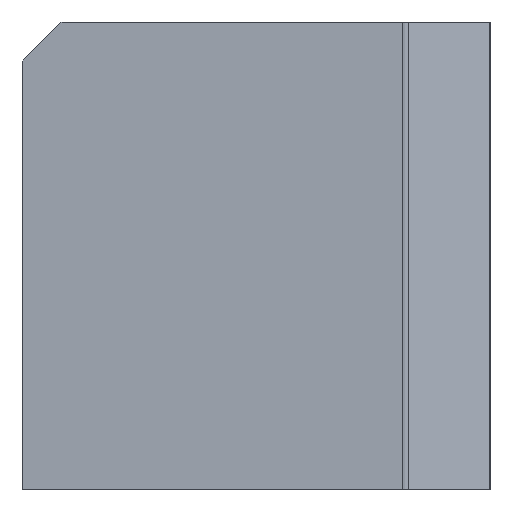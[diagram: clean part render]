
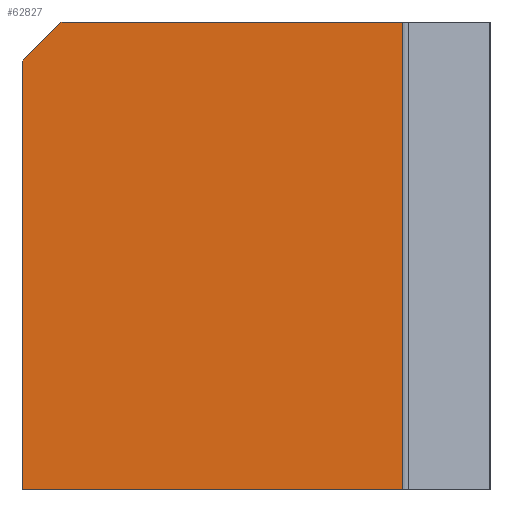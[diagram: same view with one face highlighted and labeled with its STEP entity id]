
A CAD part, left-side view. The second image highlights one B-rep face of the part: STEP entity #62827.
In plain terms, the highlighted planar face has unit normal (-1, 0, 0).
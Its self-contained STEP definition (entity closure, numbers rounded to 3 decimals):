
#32=CARTESIAN_POINT('',(-0.,0.,-2.));
#33=VERTEX_POINT('',#32);
#34=CARTESIAN_POINT('',(-0.,-2.,0.));
#35=VERTEX_POINT('',#34);
#36=CARTESIAN_POINT('',(-0.,0.,-2.));
#37=DIRECTION('',(0.,-0.707,0.707));
#38=VECTOR('',#37,2.828);
#39=LINE('',#36,#38);
#40=EDGE_CURVE('',#33,#35,#39,.T.);
#81=CARTESIAN_POINT('',(-0.,0.,-24.));
#82=VERTEX_POINT('',#81);
#89=CARTESIAN_POINT('',(-0.,0.,-2.));
#90=DIRECTION('',(-0.,0.,-1.));
#91=VECTOR('',#90,22.);
#92=LINE('',#89,#91);
#93=EDGE_CURVE('',#33,#82,#92,.T.);
#62589=CARTESIAN_POINT('',(-0.,-19.5,-0.));
#62590=VERTEX_POINT('',#62589);
#62599=CARTESIAN_POINT('',(-0.,-19.5,-24.));
#62600=VERTEX_POINT('',#62599);
#62601=CARTESIAN_POINT('',(-0.,-19.5,-0.));
#62602=DIRECTION('',(-0.,0.,-1.));
#62603=VECTOR('',#62602,24.);
#62604=LINE('',#62601,#62603);
#62605=EDGE_CURVE('',#62590,#62600,#62604,.T.);
#62805=CARTESIAN_POINT('',(-0.,-19.5,0.));
#62806=DIRECTION('',(-1.,0.,0.));
#62807=DIRECTION('',(0.,1.,-0.));
#62808=AXIS2_PLACEMENT_3D('',#62805,#62806,#62807);
#62809=PLANE('',#62808);
#62810=ORIENTED_EDGE('',*,*,#40,.F.);
#62811=ORIENTED_EDGE('',*,*,#93,.T.);
#62812=CARTESIAN_POINT('',(-0.,-19.5,-24.));
#62813=DIRECTION('',(0.,1.,0.));
#62814=VECTOR('',#62813,19.5);
#62815=LINE('',#62812,#62814);
#62816=EDGE_CURVE('',#62600,#82,#62815,.T.);
#62817=ORIENTED_EDGE('',*,*,#62816,.F.);
#62818=ORIENTED_EDGE('',*,*,#62605,.F.);
#62819=CARTESIAN_POINT('',(-0.,-2.,0.));
#62820=DIRECTION('',(-0.,-1.,-0.));
#62821=VECTOR('',#62820,17.5);
#62822=LINE('',#62819,#62821);
#62823=EDGE_CURVE('',#35,#62590,#62822,.T.);
#62824=ORIENTED_EDGE('',*,*,#62823,.F.);
#62825=EDGE_LOOP('',(#62810,#62811,#62817,#62818,#62824));
#62826=FACE_BOUND('',#62825,.T.);
#62827=ADVANCED_FACE('',(#62826),#62809,.T.);
